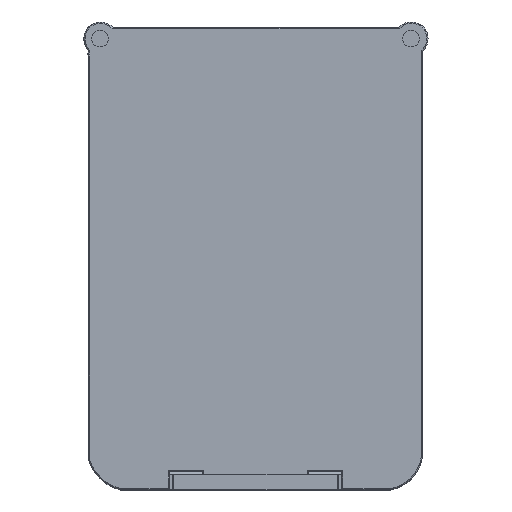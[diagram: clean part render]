
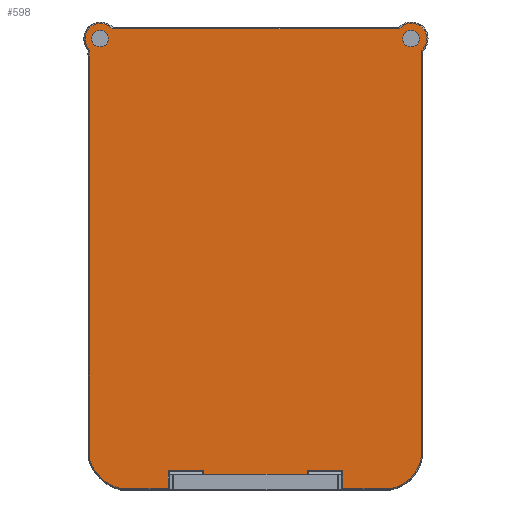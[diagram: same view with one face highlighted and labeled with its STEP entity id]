
A CAD part, top view. The second image highlights one B-rep face of the part: STEP entity #598.
In plain terms, the highlighted planar face has unit normal (0, 0, 1).
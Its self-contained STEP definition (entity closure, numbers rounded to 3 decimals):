
#382=CARTESIAN_POINT('',(33.4,-202.2,31.56));
#383=DIRECTION('',(0.,0.,-1.));
#384=DIRECTION('',(-1.,0.,0.));
#385=AXIS2_PLACEMENT_3D('',#382,#383,#384);
#386=PLANE('',#385);
#387=CARTESIAN_POINT('',(21.575,3.525,31.56));
#388=VERTEX_POINT('',#387);
#389=CARTESIAN_POINT('',(21.575,0.295,31.56));
#390=VERTEX_POINT('',#389);
#391=CARTESIAN_POINT('',(21.575,3.525,31.56));
#392=DIRECTION('',(0.,-1.,0.));
#393=VECTOR('',#392,3.23);
#394=LINE('',#391,#393);
#395=EDGE_CURVE('',#388,#390,#394,.T.);
#396=ORIENTED_EDGE('',*,*,#395,.T.);
#397=CARTESIAN_POINT('',(40.175,0.295,31.56));
#398=VERTEX_POINT('',#397);
#399=CARTESIAN_POINT('',(21.575,0.295,31.56));
#400=DIRECTION('',(1.,0.,-0.));
#401=VECTOR('',#400,18.6);
#402=LINE('',#399,#401);
#403=EDGE_CURVE('',#390,#398,#402,.T.);
#404=ORIENTED_EDGE('',*,*,#403,.T.);
#405=CARTESIAN_POINT('',(40.175,3.525,31.56));
#406=VERTEX_POINT('',#405);
#407=CARTESIAN_POINT('',(40.175,0.295,31.56));
#408=DIRECTION('',(0.,1.,0.));
#409=VECTOR('',#408,3.23);
#410=LINE('',#407,#409);
#411=EDGE_CURVE('',#398,#406,#410,.T.);
#412=ORIENTED_EDGE('',*,*,#411,.T.);
#413=CARTESIAN_POINT('',(46.575,3.525,31.56));
#414=VERTEX_POINT('',#413);
#415=CARTESIAN_POINT('',(40.175,3.525,31.56));
#416=DIRECTION('',(1.,0.,-0.));
#417=VECTOR('',#416,6.4);
#418=LINE('',#415,#417);
#419=EDGE_CURVE('',#406,#414,#418,.T.);
#420=ORIENTED_EDGE('',*,*,#419,.T.);
#421=CARTESIAN_POINT('',(46.575,0.295,31.56));
#422=VERTEX_POINT('',#421);
#423=CARTESIAN_POINT('',(46.575,3.525,31.56));
#424=DIRECTION('',(0.,-1.,0.));
#425=VECTOR('',#424,3.23);
#426=LINE('',#423,#425);
#427=EDGE_CURVE('',#414,#422,#426,.T.);
#428=ORIENTED_EDGE('',*,*,#427,.T.);
#429=CARTESIAN_POINT('',(55.167,0.295,31.56));
#430=VERTEX_POINT('',#429);
#431=CARTESIAN_POINT('',(46.575,0.295,31.56));
#432=DIRECTION('',(1.,0.,-0.));
#433=VECTOR('',#432,8.592);
#434=LINE('',#431,#433);
#435=EDGE_CURVE('',#422,#430,#434,.T.);
#436=ORIENTED_EDGE('',*,*,#435,.T.);
#437=CARTESIAN_POINT('',(58.804,2.185,31.56));
#438=VERTEX_POINT('',#437);
#439=CARTESIAN_POINT('',(53.996,6.993,31.56));
#440=DIRECTION('',(-0.,-0.,1.));
#441=DIRECTION('',(-1.,0.,0.));
#442=AXIS2_PLACEMENT_3D('',#439,#440,#441);
#443=CIRCLE('',#442,6.8);
#444=EDGE_CURVE('',#430,#438,#443,.T.);
#445=ORIENTED_EDGE('',*,*,#444,.T.);
#446=CARTESIAN_POINT('',(58.815,2.196,31.56));
#447=VERTEX_POINT('',#446);
#448=CARTESIAN_POINT('',(58.804,2.185,31.56));
#449=DIRECTION('',(0.707,0.707,0.));
#450=VECTOR('',#449,0.015);
#451=LINE('',#448,#450);
#452=EDGE_CURVE('',#438,#447,#451,.T.);
#453=ORIENTED_EDGE('',*,*,#452,.T.);
#454=CARTESIAN_POINT('',(60.705,5.833,31.56));
#455=VERTEX_POINT('',#454);
#456=CARTESIAN_POINT('',(54.007,7.004,31.56));
#457=DIRECTION('',(-0.,-0.,1.));
#458=DIRECTION('',(-1.,0.,0.));
#459=AXIS2_PLACEMENT_3D('',#456,#457,#458);
#460=CIRCLE('',#459,6.8);
#461=EDGE_CURVE('',#447,#455,#460,.T.);
#462=ORIENTED_EDGE('',*,*,#461,.T.);
#463=CARTESIAN_POINT('',(60.705,79.118,31.56));
#464=VERTEX_POINT('',#463);
#465=CARTESIAN_POINT('',(60.705,5.833,31.56));
#466=DIRECTION('',(0.,1.,0.));
#467=VECTOR('',#466,73.285);
#468=LINE('',#465,#467);
#469=EDGE_CURVE('',#455,#464,#468,.T.);
#470=ORIENTED_EDGE('',*,*,#469,.T.);
#471=CARTESIAN_POINT('',(56.768,83.055,31.56));
#472=VERTEX_POINT('',#471);
#473=CARTESIAN_POINT('',(58.951,81.301,31.56));
#474=DIRECTION('',(-0.,-0.,1.));
#475=DIRECTION('',(-1.,0.,0.));
#476=AXIS2_PLACEMENT_3D('',#473,#474,#475);
#477=CIRCLE('',#476,2.8);
#478=EDGE_CURVE('',#464,#472,#477,.T.);
#479=ORIENTED_EDGE('',*,*,#478,.T.);
#480=CARTESIAN_POINT('',(5.148,83.055,31.56));
#481=VERTEX_POINT('',#480);
#482=CARTESIAN_POINT('',(56.768,83.055,31.56));
#483=DIRECTION('',(-1.,0.,0.));
#484=VECTOR('',#483,51.62);
#485=LINE('',#482,#484);
#486=EDGE_CURVE('',#472,#481,#485,.T.);
#487=ORIENTED_EDGE('',*,*,#486,.T.);
#488=CARTESIAN_POINT('',(0.186,81.276,31.56));
#489=VERTEX_POINT('',#488);
#490=CARTESIAN_POINT('',(2.986,81.276,31.56));
#491=DIRECTION('',(-0.,-0.,1.));
#492=DIRECTION('',(-1.,0.,0.));
#493=AXIS2_PLACEMENT_3D('',#490,#491,#492);
#494=CIRCLE('',#493,2.8);
#495=EDGE_CURVE('',#481,#489,#494,.T.);
#496=ORIENTED_EDGE('',*,*,#495,.T.);
#497=CARTESIAN_POINT('',(1.054,79.249,31.56));
#498=VERTEX_POINT('',#497);
#499=CARTESIAN_POINT('',(2.986,81.276,31.56));
#500=DIRECTION('',(-0.,-0.,1.));
#501=DIRECTION('',(-1.,0.,0.));
#502=AXIS2_PLACEMENT_3D('',#499,#500,#501);
#503=CIRCLE('',#502,2.8);
#504=EDGE_CURVE('',#489,#498,#503,.T.);
#505=ORIENTED_EDGE('',*,*,#504,.T.);
#506=CARTESIAN_POINT('',(1.045,78.118,31.56));
#507=VERTEX_POINT('',#506);
#508=CARTESIAN_POINT('',(1.054,79.249,31.56));
#509=CARTESIAN_POINT('',(0.885,78.632,31.56));
#510=CARTESIAN_POINT('',(0.884,78.624,31.56));
#511=CARTESIAN_POINT('',(0.868,78.513,31.56));
#512=CARTESIAN_POINT('',(0.911,78.409,31.56));
#513=CARTESIAN_POINT('',(0.931,78.363,31.56));
#514=CARTESIAN_POINT('',(1.045,78.118,31.56));
#515=B_SPLINE_CURVE_WITH_KNOTS('',2,(#508,#509,#510,#511,#512,#513,#514),.UNSPECIFIED.,.F.,.F.,(3,2,2,3),(0.,0.5,0.75,1.),.UNSPECIFIED.);
#516=EDGE_CURVE('',#498,#507,#515,.T.);
#517=ORIENTED_EDGE('',*,*,#516,.T.);
#518=CARTESIAN_POINT('',(1.045,5.41,31.56));
#519=VERTEX_POINT('',#518);
#520=CARTESIAN_POINT('',(1.045,78.118,31.56));
#521=DIRECTION('',(0.,-1.,0.));
#522=VECTOR('',#521,72.708);
#523=LINE('',#520,#522);
#524=EDGE_CURVE('',#507,#519,#523,.T.);
#525=ORIENTED_EDGE('',*,*,#524,.T.);
#526=CARTESIAN_POINT('',(2.529,2.864,31.56));
#527=VERTEX_POINT('',#526);
#528=CARTESIAN_POINT('',(7.522,7.48,31.56));
#529=DIRECTION('',(-0.,-0.,1.));
#530=DIRECTION('',(-1.,0.,0.));
#531=AXIS2_PLACEMENT_3D('',#528,#529,#530);
#532=CIRCLE('',#531,6.8);
#533=EDGE_CURVE('',#519,#527,#532,.T.);
#534=ORIENTED_EDGE('',*,*,#533,.T.);
#535=CARTESIAN_POINT('',(3.025,2.327,31.56));
#536=VERTEX_POINT('',#535);
#537=CARTESIAN_POINT('',(2.529,2.864,31.56));
#538=DIRECTION('',(0.679,-0.734,0.));
#539=VECTOR('',#538,0.731);
#540=LINE('',#537,#539);
#541=EDGE_CURVE('',#527,#536,#540,.T.);
#542=ORIENTED_EDGE('',*,*,#541,.T.);
#543=CARTESIAN_POINT('',(6.587,0.295,31.56));
#544=VERTEX_POINT('',#543);
#545=CARTESIAN_POINT('',(8.019,6.943,31.56));
#546=DIRECTION('',(-0.,-0.,1.));
#547=DIRECTION('',(-1.,0.,0.));
#548=AXIS2_PLACEMENT_3D('',#545,#546,#547);
#549=CIRCLE('',#548,6.8);
#550=EDGE_CURVE('',#536,#544,#549,.T.);
#551=ORIENTED_EDGE('',*,*,#550,.T.);
#552=CARTESIAN_POINT('',(15.175,0.295,31.56));
#553=VERTEX_POINT('',#552);
#554=CARTESIAN_POINT('',(6.587,0.295,31.56));
#555=DIRECTION('',(1.,0.,-0.));
#556=VECTOR('',#555,8.588);
#557=LINE('',#554,#556);
#558=EDGE_CURVE('',#544,#553,#557,.T.);
#559=ORIENTED_EDGE('',*,*,#558,.T.);
#560=CARTESIAN_POINT('',(15.175,3.525,31.56));
#561=VERTEX_POINT('',#560);
#562=CARTESIAN_POINT('',(15.175,0.295,31.56));
#563=DIRECTION('',(0.,1.,0.));
#564=VECTOR('',#563,3.23);
#565=LINE('',#562,#564);
#566=EDGE_CURVE('',#553,#561,#565,.T.);
#567=ORIENTED_EDGE('',*,*,#566,.T.);
#568=CARTESIAN_POINT('',(15.175,3.525,31.56));
#569=DIRECTION('',(1.,0.,-0.));
#570=VECTOR('',#569,6.4);
#571=LINE('',#568,#570);
#572=EDGE_CURVE('',#561,#388,#571,.T.);
#573=ORIENTED_EDGE('',*,*,#572,.T.);
#574=EDGE_LOOP('',(#396,#404,#412,#420,#428,#436,#445,#453,#462,#470,#479,#487,#496,#505,#517,#525,#534,#542,#551,#559,#567,#573));
#575=FACE_BOUND('',#574,.T.);
#576=CARTESIAN_POINT('',(60.4,81.3,31.56));
#577=VERTEX_POINT('',#576);
#578=CARTESIAN_POINT('',(58.9,81.3,31.56));
#579=DIRECTION('',(0.,0.,1.));
#580=DIRECTION('',(1.,0.,-0.));
#581=AXIS2_PLACEMENT_3D('',#578,#579,#580);
#582=CIRCLE('',#581,1.5);
#583=EDGE_CURVE('',#577,#577,#582,.T.);
#584=ORIENTED_EDGE('',*,*,#583,.F.);
#585=EDGE_LOOP('',(#584));
#586=FACE_BOUND('',#585,.T.);
#587=CARTESIAN_POINT('',(4.4,81.3,31.56));
#588=VERTEX_POINT('',#587);
#589=CARTESIAN_POINT('',(2.9,81.3,31.56));
#590=DIRECTION('',(0.,0.,1.));
#591=DIRECTION('',(1.,0.,-0.));
#592=AXIS2_PLACEMENT_3D('',#589,#590,#591);
#593=CIRCLE('',#592,1.5);
#594=EDGE_CURVE('',#588,#588,#593,.T.);
#595=ORIENTED_EDGE('',*,*,#594,.F.);
#596=EDGE_LOOP('',(#595));
#597=FACE_BOUND('',#596,.T.);
#598=ADVANCED_FACE('',(#575,#586,#597),#386,.F.);
